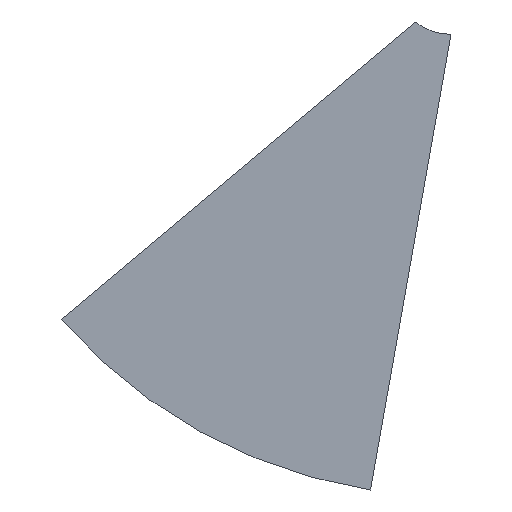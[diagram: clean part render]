
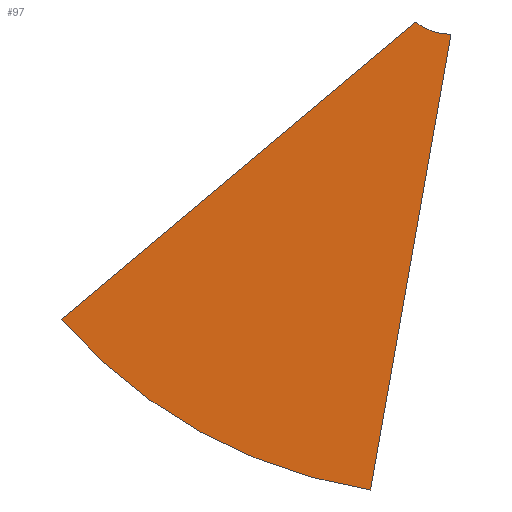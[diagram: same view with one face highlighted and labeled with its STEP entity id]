
A CAD part, left-side view. The second image highlights one B-rep face of the part: STEP entity #97.
In plain terms, the highlighted planar face has unit normal (-1, 0, 0).
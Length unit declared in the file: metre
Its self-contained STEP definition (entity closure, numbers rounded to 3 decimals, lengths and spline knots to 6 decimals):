
#13=PLANE('',#120);
#22=LINE('',#176,#30);
#23=LINE('',#177,#31);
#30=VECTOR('',#147,1.);
#31=VECTOR('',#148,1.);
#44=ORIENTED_EDGE('',*,*,#66,.T.);
#45=ORIENTED_EDGE('',*,*,#58,.T.);
#46=ORIENTED_EDGE('',*,*,#67,.F.);
#47=ORIENTED_EDGE('',*,*,#63,.F.);
#58=EDGE_CURVE('',#71,#70,#77,.T.);
#63=EDGE_CURVE('',#74,#75,#79,.T.);
#66=EDGE_CURVE('',#74,#71,#22,.T.);
#67=EDGE_CURVE('',#75,#70,#23,.T.);
#70=VERTEX_POINT('',#159);
#71=VERTEX_POINT('',#161);
#74=VERTEX_POINT('',#171);
#75=VERTEX_POINT('',#172);
#77=CIRCLE('',#115,0.001656);
#79=CIRCLE('',#119,0.015629);
#83=EDGE_LOOP('',(#44,#45,#46,#47));
#89=FACE_BOUND('',#83,.T.);
#97=ADVANCED_FACE('',(#89),#13,.T.);
#115=AXIS2_PLACEMENT_3D('',#160,#130,#131);
#119=AXIS2_PLACEMENT_3D('',#170,#141,#142);
#120=AXIS2_PLACEMENT_3D('',#175,#145,#146);
#130=DIRECTION('',(1.,0.,0.));
#131=DIRECTION('',(0.,1.,0.));
#141=DIRECTION('',(1.,0.,0.));
#142=DIRECTION('',(0.,1.,0.));
#145=DIRECTION('',(-1.,0.,0.));
#146=DIRECTION('',(0.,-1.,0.));
#147=DIRECTION('',(0.,-0.174,0.985));
#148=DIRECTION('',(0.,-0.766,0.643));
#159=CARTESIAN_POINT('',(0.1635,-0.053082,-0.052542));
#160=CARTESIAN_POINT('',(0.1635,-0.054126,-0.051257));
#161=CARTESIAN_POINT('',(0.1635,-0.054153,-0.052913));
#170=CARTESIAN_POINT('',(0.1635,-0.054126,-0.051257));
#171=CARTESIAN_POINT('',(0.1635,-0.051721,-0.0667));
#172=CARTESIAN_POINT('',(0.1635,-0.042357,-0.06154));
#175=CARTESIAN_POINT('',(0.1635,-0.052937,-0.059806));
#176=CARTESIAN_POINT('',(0.1635,-0.052937,-0.059806));
#177=CARTESIAN_POINT('',(0.1635,-0.04772,-0.057041));
